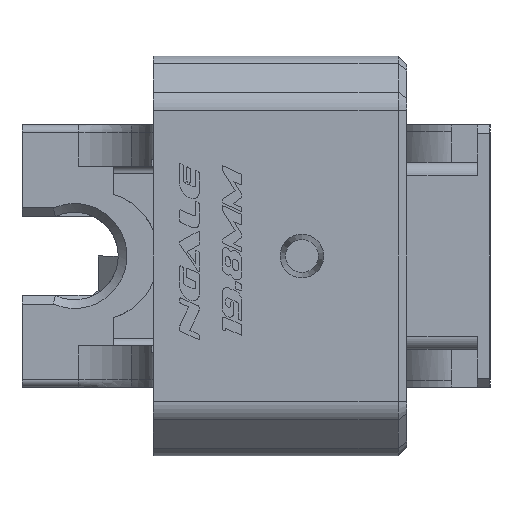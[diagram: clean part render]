
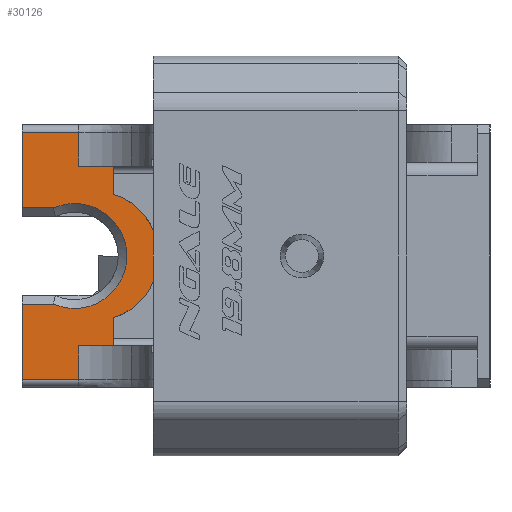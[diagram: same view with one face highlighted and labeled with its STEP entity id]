
A CAD part, left-side view. The second image highlights one B-rep face of the part: STEP entity #30126.
In plain terms, the highlighted planar face has unit normal (-1, 0, 0).
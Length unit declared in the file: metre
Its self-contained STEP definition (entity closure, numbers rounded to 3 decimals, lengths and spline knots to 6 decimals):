
#480=CIRCLE('',#31941,0.006);
#904=B_SPLINE_CURVE_WITH_KNOTS('',3,(#48365,#48366,#48367,#48368,#48369),
 .UNSPECIFIED.,.F.,.F.,(4,1,4),(0.,0.5,1.),.UNSPECIFIED.);
#905=B_SPLINE_CURVE_WITH_KNOTS('',3,(#48371,#48372,#48373,#48374,#48375),
 .UNSPECIFIED.,.F.,.F.,(4,1,4),(0.,0.5,1.),.UNSPECIFIED.);
#3940=ORIENTED_EDGE('',*,*,#11988,.T.);
#3941=ORIENTED_EDGE('',*,*,#11989,.T.);
#3942=ORIENTED_EDGE('',*,*,#11990,.T.);
#3943=ORIENTED_EDGE('',*,*,#11991,.F.);
#3944=ORIENTED_EDGE('',*,*,#11992,.T.);
#3945=ORIENTED_EDGE('',*,*,#11993,.T.);
#3946=ORIENTED_EDGE('',*,*,#11994,.F.);
#3947=ORIENTED_EDGE('',*,*,#11995,.T.);
#3948=ORIENTED_EDGE('',*,*,#11996,.T.);
#3949=ORIENTED_EDGE('',*,*,#11997,.T.);
#3950=ORIENTED_EDGE('',*,*,#11998,.F.);
#3951=ORIENTED_EDGE('',*,*,#11999,.T.);
#3952=ORIENTED_EDGE('',*,*,#12000,.T.);
#3953=ORIENTED_EDGE('',*,*,#12001,.T.);
#3954=ORIENTED_EDGE('',*,*,#12002,.F.);
#11988=EDGE_CURVE('',#16162,#16163,#18975,.T.);
#11989=EDGE_CURVE('',#16163,#16164,#18976,.T.);
#11990=EDGE_CURVE('',#16164,#16165,#18977,.T.);
#11991=EDGE_CURVE('',#16166,#16165,#18978,.T.);
#11992=EDGE_CURVE('',#16166,#16167,#904,.T.);
#11993=EDGE_CURVE('',#16167,#16168,#905,.T.);
#11994=EDGE_CURVE('',#16169,#16168,#18979,.T.);
#11995=EDGE_CURVE('',#16169,#16170,#18980,.T.);
#11996=EDGE_CURVE('',#16170,#16171,#18981,.T.);
#11997=EDGE_CURVE('',#16171,#16172,#18982,.T.);
#11998=EDGE_CURVE('',#16173,#16172,#18983,.T.);
#11999=EDGE_CURVE('',#16173,#16174,#18984,.T.);
#12000=EDGE_CURVE('',#16174,#16175,#480,.T.);
#12001=EDGE_CURVE('',#16175,#16176,#18985,.T.);
#12002=EDGE_CURVE('',#16162,#16176,#18986,.T.);
#16162=VERTEX_POINT('',#48357);
#16163=VERTEX_POINT('',#48358);
#16164=VERTEX_POINT('',#48360);
#16165=VERTEX_POINT('',#48362);
#16166=VERTEX_POINT('',#48364);
#16167=VERTEX_POINT('',#48370);
#16168=VERTEX_POINT('',#48376);
#16169=VERTEX_POINT('',#48378);
#16170=VERTEX_POINT('',#48380);
#16171=VERTEX_POINT('',#48382);
#16172=VERTEX_POINT('',#48384);
#16173=VERTEX_POINT('',#48386);
#16174=VERTEX_POINT('',#48388);
#16175=VERTEX_POINT('',#48390);
#16176=VERTEX_POINT('',#48392);
#18975=LINE('',#48356,#22789);
#18976=LINE('',#48359,#22790);
#18977=LINE('',#48361,#22791);
#18978=LINE('',#48363,#22792);
#18979=LINE('',#48377,#22793);
#18980=LINE('',#48379,#22794);
#18981=LINE('',#48381,#22795);
#18982=LINE('',#48383,#22796);
#18983=LINE('',#48385,#22797);
#18984=LINE('',#48387,#22798);
#18985=LINE('',#48391,#22799);
#18986=LINE('',#48393,#22800);
#22789=VECTOR('',#35512,1.);
#22790=VECTOR('',#35513,1.);
#22791=VECTOR('',#35514,1.);
#22792=VECTOR('',#35515,1.);
#22793=VECTOR('',#35516,1.);
#22794=VECTOR('',#35517,1.);
#22795=VECTOR('',#35518,1.);
#22796=VECTOR('',#35519,1.);
#22797=VECTOR('',#35520,1.);
#22798=VECTOR('',#35521,1.);
#22799=VECTOR('',#35524,1.);
#22800=VECTOR('',#35525,1.);
#25578=EDGE_LOOP('',(#3940,#3941,#3942,#3943,#3944,#3945,#3946,#3947,#3948,
#3949,#3950,#3951,#3952,#3953,#3954));
#27256=FACE_BOUND('',#25578,.T.);
#28672=PLANE('',#31940);
#30126=ADVANCED_FACE('',(#27256),#28672,.T.);
#31940=AXIS2_PLACEMENT_3D('',#48355,#35510,#35511);
#31941=AXIS2_PLACEMENT_3D('',#48389,#35522,#35523);
#35510=DIRECTION('',(-1.,0.,0.));
#35511=DIRECTION('',(0.,-1.,0.));
#35512=DIRECTION('',(0.,-1.,0.));
#35513=DIRECTION('',(0.,0.,1.));
#35514=DIRECTION('',(0.,-1.,0.));
#35515=DIRECTION('',(0.,0.,-1.));
#35516=DIRECTION('',(0.,0.,-1.));
#35517=DIRECTION('',(0.,1.,0.));
#35518=DIRECTION('',(0.,0.,1.));
#35519=DIRECTION('',(0.,1.,0.));
#35520=DIRECTION('',(0.,0.,1.));
#35521=DIRECTION('',(0.,-1.,0.));
#35522=DIRECTION('',(1.,0.,0.));
#35523=DIRECTION('',(0.,-1.,0.));
#35524=DIRECTION('',(0.,1.,0.));
#35525=DIRECTION('',(0.,0.,1.));
#48355=CARTESIAN_POINT('',(0.054306,0.01769,0.));
#48356=CARTESIAN_POINT('',(0.054306,0.01769,-0.0141));
#48357=CARTESIAN_POINT('',(0.054306,0.042,-0.0141));
#48358=CARTESIAN_POINT('',(0.054306,0.035521,-0.0141));
#48359=CARTESIAN_POINT('',(0.054306,0.035521,0.));
#48360=CARTESIAN_POINT('',(0.054306,0.035521,-0.010275));
#48361=CARTESIAN_POINT('',(0.054306,0.07903,-0.010275));
#48362=CARTESIAN_POINT('',(0.054306,0.031564,-0.010275));
#48363=CARTESIAN_POINT('',(0.054306,0.031564,0.022351));
#48364=CARTESIAN_POINT('',(0.054306,0.031564,-0.007042));
#48365=CARTESIAN_POINT('',(0.054306,0.031564,-0.007042));
#48366=CARTESIAN_POINT('',(0.054306,0.030064,-0.006606));
#48367=CARTESIAN_POINT('',(0.054306,0.027392,-0.004696));
#48368=CARTESIAN_POINT('',(0.054306,0.026384,-0.00157));
#48369=CARTESIAN_POINT('',(0.054306,0.026384,0.));
#48370=CARTESIAN_POINT('',(0.054306,0.026384,0.));
#48371=CARTESIAN_POINT('',(0.054306,0.026384,0.));
#48372=CARTESIAN_POINT('',(0.054306,0.026384,0.001565));
#48373=CARTESIAN_POINT('',(0.054306,0.027379,0.004677));
#48374=CARTESIAN_POINT('',(0.054306,0.030057,0.006604));
#48375=CARTESIAN_POINT('',(0.054306,0.031564,0.007042));
#48376=CARTESIAN_POINT('',(0.054306,0.031564,0.007042));
#48377=CARTESIAN_POINT('',(0.054306,0.031564,0.022351));
#48378=CARTESIAN_POINT('',(0.054306,0.031564,0.010275));
#48379=CARTESIAN_POINT('',(0.054306,0.07903,0.010275));
#48380=CARTESIAN_POINT('',(0.054306,0.035521,0.010275));
#48381=CARTESIAN_POINT('',(0.054306,0.035521,0.));
#48382=CARTESIAN_POINT('',(0.054306,0.035521,0.0141));
#48383=CARTESIAN_POINT('',(0.054306,0.042,0.0141));
#48384=CARTESIAN_POINT('',(0.054306,0.042,0.0141));
#48385=CARTESIAN_POINT('',(0.054306,0.042,0.));
#48386=CARTESIAN_POINT('',(0.054306,0.042,0.0055));
#48387=CARTESIAN_POINT('',(0.054306,0.039969,0.0055));
#48388=CARTESIAN_POINT('',(0.054306,0.038398,0.0055));
#48389=CARTESIAN_POINT('',(0.054306,0.036,0.));
#48390=CARTESIAN_POINT('',(0.054306,0.038398,-0.0055));
#48391=CARTESIAN_POINT('',(0.054306,0.01769,-0.0055));
#48392=CARTESIAN_POINT('',(0.054306,0.042,-0.0055));
#48393=CARTESIAN_POINT('',(0.054306,0.042,0.));
